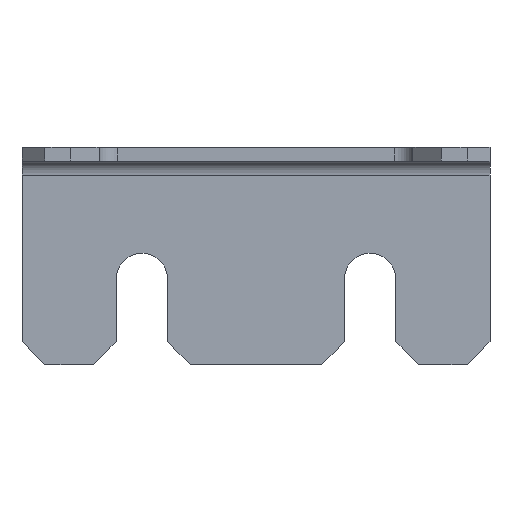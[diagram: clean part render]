
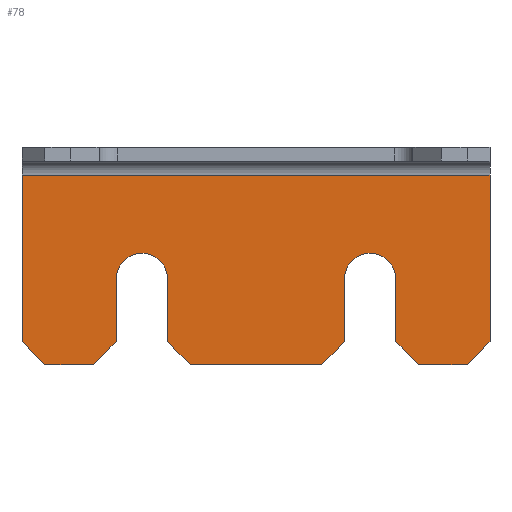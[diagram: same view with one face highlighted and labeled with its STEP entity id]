
A CAD part, top view. The second image highlights one B-rep face of the part: STEP entity #78.
In plain terms, the highlighted planar face has unit normal (0, 0, 1).
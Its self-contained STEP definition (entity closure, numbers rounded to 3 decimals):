
#60=CIRCLE('',#764,2.25);
#61=CIRCLE('',#765,2.25);
#78=ADVANCED_FACE('',(#142),#114,.F.);
#114=PLANE('',#766);
#142=FACE_OUTER_BOUND('',#174,.T.);
#174=EDGE_LOOP('',(#242,#243,#244,#245,#246,#247,#248,#249,#250,#251,#252,
#253,#254,#255,#256,#257,#258,#259));
#242=ORIENTED_EDGE('',*,*,#503,.F.);
#243=ORIENTED_EDGE('',*,*,#508,.T.);
#244=ORIENTED_EDGE('',*,*,#509,.F.);
#245=ORIENTED_EDGE('',*,*,#510,.F.);
#246=ORIENTED_EDGE('',*,*,#511,.F.);
#247=ORIENTED_EDGE('',*,*,#512,.T.);
#248=ORIENTED_EDGE('',*,*,#513,.F.);
#249=ORIENTED_EDGE('',*,*,#514,.T.);
#250=ORIENTED_EDGE('',*,*,#515,.T.);
#251=ORIENTED_EDGE('',*,*,#516,.T.);
#252=ORIENTED_EDGE('',*,*,#517,.T.);
#253=ORIENTED_EDGE('',*,*,#518,.T.);
#254=ORIENTED_EDGE('',*,*,#505,.F.);
#255=ORIENTED_EDGE('',*,*,#519,.T.);
#256=ORIENTED_EDGE('',*,*,#520,.T.);
#257=ORIENTED_EDGE('',*,*,#521,.T.);
#258=ORIENTED_EDGE('',*,*,#522,.T.);
#259=ORIENTED_EDGE('',*,*,#523,.T.);
#434=VERTEX_POINT('',#1051);
#435=VERTEX_POINT('',#1053);
#436=VERTEX_POINT('',#1057);
#437=VERTEX_POINT('',#1058);
#438=VERTEX_POINT('',#1063);
#439=VERTEX_POINT('',#1065);
#440=VERTEX_POINT('',#1067);
#441=VERTEX_POINT('',#1069);
#442=VERTEX_POINT('',#1071);
#443=VERTEX_POINT('',#1073);
#444=VERTEX_POINT('',#1075);
#445=VERTEX_POINT('',#1077);
#446=VERTEX_POINT('',#1079);
#447=VERTEX_POINT('',#1081);
#448=VERTEX_POINT('',#1084);
#449=VERTEX_POINT('',#1086);
#450=VERTEX_POINT('',#1088);
#451=VERTEX_POINT('',#1090);
#503=EDGE_CURVE('',#434,#435,#601,.T.);
#505=EDGE_CURVE('',#436,#437,#603,.T.);
#508=EDGE_CURVE('',#434,#438,#606,.T.);
#509=EDGE_CURVE('',#439,#438,#607,.T.);
#510=EDGE_CURVE('',#440,#439,#608,.T.);
#511=EDGE_CURVE('',#441,#440,#609,.T.);
#512=EDGE_CURVE('',#441,#442,#610,.T.);
#513=EDGE_CURVE('',#443,#442,#611,.T.);
#514=EDGE_CURVE('',#443,#444,#612,.T.);
#515=EDGE_CURVE('',#444,#445,#613,.T.);
#516=EDGE_CURVE('',#445,#446,#60,.T.);
#517=EDGE_CURVE('',#446,#447,#614,.T.);
#518=EDGE_CURVE('',#447,#437,#615,.T.);
#519=EDGE_CURVE('',#436,#448,#616,.T.);
#520=EDGE_CURVE('',#448,#449,#617,.T.);
#521=EDGE_CURVE('',#449,#450,#61,.T.);
#522=EDGE_CURVE('',#450,#451,#618,.T.);
#523=EDGE_CURVE('',#451,#435,#619,.T.);
#601=LINE('',#1052,#685);
#603=LINE('',#1056,#687);
#606=LINE('',#1062,#690);
#607=LINE('',#1064,#691);
#608=LINE('',#1066,#692);
#609=LINE('',#1068,#693);
#610=LINE('',#1070,#694);
#611=LINE('',#1072,#695);
#612=LINE('',#1074,#696);
#613=LINE('',#1076,#697);
#614=LINE('',#1080,#698);
#615=LINE('',#1082,#699);
#616=LINE('',#1083,#700);
#617=LINE('',#1085,#701);
#618=LINE('',#1089,#702);
#619=LINE('',#1091,#703);
#685=VECTOR('',#843,1.);
#687=VECTOR('',#847,1.);
#690=VECTOR('',#852,1.);
#691=VECTOR('',#853,1.);
#692=VECTOR('',#854,1.);
#693=VECTOR('',#855,1.);
#694=VECTOR('',#856,1.);
#695=VECTOR('',#857,1.);
#696=VECTOR('',#858,1.);
#697=VECTOR('',#859,1.);
#698=VECTOR('',#862,1.);
#699=VECTOR('',#863,1.);
#700=VECTOR('',#864,1.);
#701=VECTOR('',#865,1.);
#702=VECTOR('',#868,1.);
#703=VECTOR('',#869,1.);
#764=AXIS2_PLACEMENT_3D('',#1078,#860,#861);
#765=AXIS2_PLACEMENT_3D('',#1087,#866,#867);
#766=AXIS2_PLACEMENT_3D('',#1092,#870,#871);
#843=DIRECTION('',(-1.,0.,0.));
#847=DIRECTION('',(-1.,0.,0.));
#852=DIRECTION('',(0.707,0.707,0.));
#853=DIRECTION('',(0.,-1.,0.));
#854=DIRECTION('',(1.,0.,0.));
#855=DIRECTION('',(0.,1.,0.));
#856=DIRECTION('',(0.707,-0.707,0.));
#857=DIRECTION('',(-1.,0.,0.));
#858=DIRECTION('',(0.707,0.707,0.));
#859=DIRECTION('',(0.,1.,0.));
#860=DIRECTION('',(0.,0.,-1.));
#861=DIRECTION('',(1.,0.,0.));
#862=DIRECTION('',(0.,-1.,0.));
#863=DIRECTION('',(0.707,-0.707,0.));
#864=DIRECTION('',(0.707,0.707,0.));
#865=DIRECTION('',(0.,1.,0.));
#866=DIRECTION('',(0.,0.,-1.));
#867=DIRECTION('',(1.,0.,0.));
#868=DIRECTION('',(0.,-1.,0.));
#869=DIRECTION('',(0.707,-0.707,0.));
#870=DIRECTION('',(0.,0.,-1.));
#871=DIRECTION('',(-1.,0.,0.));
#1051=CARTESIAN_POINT('',(39.,0.,1.2));
#1052=CARTESIAN_POINT('',(41.,0.,1.2));
#1053=CARTESIAN_POINT('',(34.75,0.,1.2));
#1056=CARTESIAN_POINT('',(41.,0.,1.2));
#1057=CARTESIAN_POINT('',(26.25,0.,1.2));
#1058=CARTESIAN_POINT('',(14.75,0.,1.2));
#1062=CARTESIAN_POINT('',(41.,2.,1.2));
#1063=CARTESIAN_POINT('',(41.,2.,1.2));
#1064=CARTESIAN_POINT('',(41.,19.,1.2));
#1065=CARTESIAN_POINT('',(41.,16.6,1.2));
#1066=CARTESIAN_POINT('',(0.,16.6,1.2));
#1067=CARTESIAN_POINT('',(0.,16.6,1.2));
#1068=CARTESIAN_POINT('',(0.,0.,1.2));
#1069=CARTESIAN_POINT('',(0.,2.,1.2));
#1070=CARTESIAN_POINT('',(2.,0.,1.2));
#1071=CARTESIAN_POINT('',(2.,0.,1.2));
#1072=CARTESIAN_POINT('',(41.,0.,1.2));
#1073=CARTESIAN_POINT('',(6.25,0.,1.2));
#1074=CARTESIAN_POINT('',(6.25,0.,1.2));
#1075=CARTESIAN_POINT('',(8.25,2.,1.2));
#1076=CARTESIAN_POINT('',(8.25,0.,1.2));
#1077=CARTESIAN_POINT('',(8.25,7.5,1.2));
#1078=CARTESIAN_POINT('',(10.5,7.5,1.2));
#1079=CARTESIAN_POINT('',(12.75,7.5,1.2));
#1080=CARTESIAN_POINT('',(12.75,7.5,1.2));
#1081=CARTESIAN_POINT('',(12.75,2.,1.2));
#1082=CARTESIAN_POINT('',(12.75,2.,1.2));
#1083=CARTESIAN_POINT('',(26.25,0.,1.2));
#1084=CARTESIAN_POINT('',(28.25,2.,1.2));
#1085=CARTESIAN_POINT('',(28.25,0.,1.2));
#1086=CARTESIAN_POINT('',(28.25,7.5,1.2));
#1087=CARTESIAN_POINT('',(30.5,7.5,1.2));
#1088=CARTESIAN_POINT('',(32.75,7.5,1.2));
#1089=CARTESIAN_POINT('',(32.75,7.5,1.2));
#1090=CARTESIAN_POINT('',(32.75,2.,1.2));
#1091=CARTESIAN_POINT('',(32.75,2.,1.2));
#1092=CARTESIAN_POINT('',(0.,0.,1.2));
